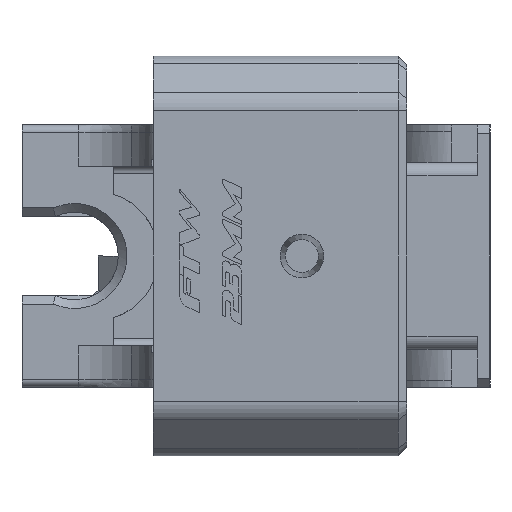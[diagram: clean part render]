
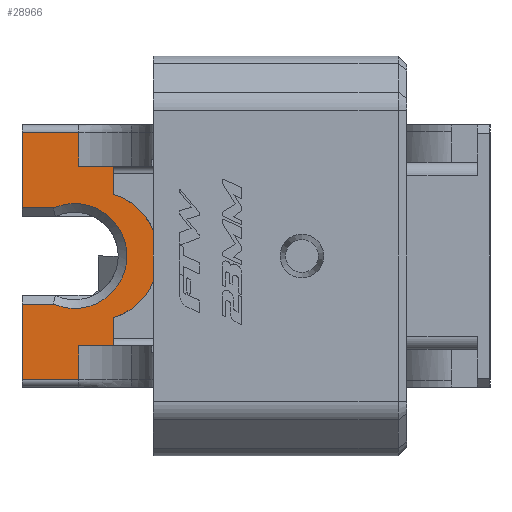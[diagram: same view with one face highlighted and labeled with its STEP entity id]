
A CAD part, left-side view. The second image highlights one B-rep face of the part: STEP entity #28966.
In plain terms, the highlighted planar face has unit normal (-1, 0, 0).
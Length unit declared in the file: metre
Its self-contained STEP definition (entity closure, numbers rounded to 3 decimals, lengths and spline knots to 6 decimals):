
#424=CIRCLE('',#30737,0.006);
#768=B_SPLINE_CURVE_WITH_KNOTS('',3,(#45253,#45254,#45255,#45256,#45257),
 .UNSPECIFIED.,.F.,.F.,(4,1,4),(0.,0.5,1.),.UNSPECIFIED.);
#769=B_SPLINE_CURVE_WITH_KNOTS('',3,(#45259,#45260,#45261,#45262,#45263),
 .UNSPECIFIED.,.F.,.F.,(4,1,4),(0.,0.5,1.),.UNSPECIFIED.);
#3456=ORIENTED_EDGE('',*,*,#11330,.T.);
#3457=ORIENTED_EDGE('',*,*,#11331,.T.);
#3458=ORIENTED_EDGE('',*,*,#11332,.T.);
#3459=ORIENTED_EDGE('',*,*,#11333,.F.);
#3460=ORIENTED_EDGE('',*,*,#11334,.T.);
#3461=ORIENTED_EDGE('',*,*,#11335,.T.);
#3462=ORIENTED_EDGE('',*,*,#11336,.F.);
#3463=ORIENTED_EDGE('',*,*,#11337,.T.);
#3464=ORIENTED_EDGE('',*,*,#11338,.T.);
#3465=ORIENTED_EDGE('',*,*,#11339,.T.);
#3466=ORIENTED_EDGE('',*,*,#11340,.F.);
#3467=ORIENTED_EDGE('',*,*,#11341,.T.);
#3468=ORIENTED_EDGE('',*,*,#11342,.T.);
#3469=ORIENTED_EDGE('',*,*,#11343,.T.);
#3470=ORIENTED_EDGE('',*,*,#11344,.F.);
#11330=EDGE_CURVE('',#15388,#15389,#18121,.T.);
#11331=EDGE_CURVE('',#15389,#15390,#18122,.T.);
#11332=EDGE_CURVE('',#15390,#15391,#18123,.T.);
#11333=EDGE_CURVE('',#15392,#15391,#18124,.T.);
#11334=EDGE_CURVE('',#15392,#15393,#768,.T.);
#11335=EDGE_CURVE('',#15393,#15394,#769,.T.);
#11336=EDGE_CURVE('',#15395,#15394,#18125,.T.);
#11337=EDGE_CURVE('',#15395,#15396,#18126,.T.);
#11338=EDGE_CURVE('',#15396,#15397,#18127,.T.);
#11339=EDGE_CURVE('',#15397,#15398,#18128,.T.);
#11340=EDGE_CURVE('',#15399,#15398,#18129,.T.);
#11341=EDGE_CURVE('',#15399,#15400,#18130,.T.);
#11342=EDGE_CURVE('',#15400,#15401,#424,.T.);
#11343=EDGE_CURVE('',#15401,#15402,#18131,.T.);
#11344=EDGE_CURVE('',#15388,#15402,#18132,.T.);
#15388=VERTEX_POINT('',#45245);
#15389=VERTEX_POINT('',#45246);
#15390=VERTEX_POINT('',#45248);
#15391=VERTEX_POINT('',#45250);
#15392=VERTEX_POINT('',#45252);
#15393=VERTEX_POINT('',#45258);
#15394=VERTEX_POINT('',#45264);
#15395=VERTEX_POINT('',#45266);
#15396=VERTEX_POINT('',#45268);
#15397=VERTEX_POINT('',#45270);
#15398=VERTEX_POINT('',#45272);
#15399=VERTEX_POINT('',#45274);
#15400=VERTEX_POINT('',#45276);
#15401=VERTEX_POINT('',#45278);
#15402=VERTEX_POINT('',#45280);
#18121=LINE('',#45244,#21855);
#18122=LINE('',#45247,#21856);
#18123=LINE('',#45249,#21857);
#18124=LINE('',#45251,#21858);
#18125=LINE('',#45265,#21859);
#18126=LINE('',#45267,#21860);
#18127=LINE('',#45269,#21861);
#18128=LINE('',#45271,#21862);
#18129=LINE('',#45273,#21863);
#18130=LINE('',#45275,#21864);
#18131=LINE('',#45279,#21865);
#18132=LINE('',#45281,#21866);
#21855=VECTOR('',#34140,1.);
#21856=VECTOR('',#34141,1.);
#21857=VECTOR('',#34142,1.);
#21858=VECTOR('',#34143,1.);
#21859=VECTOR('',#34144,1.);
#21860=VECTOR('',#34145,1.);
#21861=VECTOR('',#34146,1.);
#21862=VECTOR('',#34147,1.);
#21863=VECTOR('',#34148,1.);
#21864=VECTOR('',#34149,1.);
#21865=VECTOR('',#34152,1.);
#21866=VECTOR('',#34153,1.);
#24574=EDGE_LOOP('',(#3456,#3457,#3458,#3459,#3460,#3461,#3462,#3463,#3464,
#3465,#3466,#3467,#3468,#3469,#3470));
#26182=FACE_BOUND('',#24574,.T.);
#27576=PLANE('',#30736);
#28966=ADVANCED_FACE('',(#26182),#27576,.T.);
#30736=AXIS2_PLACEMENT_3D('',#45243,#34138,#34139);
#30737=AXIS2_PLACEMENT_3D('',#45277,#34150,#34151);
#34138=DIRECTION('',(-1.,0.,0.));
#34139=DIRECTION('',(0.,-1.,0.));
#34140=DIRECTION('',(0.,-1.,0.));
#34141=DIRECTION('',(0.,0.,1.));
#34142=DIRECTION('',(0.,-1.,0.));
#34143=DIRECTION('',(0.,0.,-1.));
#34144=DIRECTION('',(0.,0.,-1.));
#34145=DIRECTION('',(0.,1.,0.));
#34146=DIRECTION('',(0.,0.,1.));
#34147=DIRECTION('',(0.,1.,0.));
#34148=DIRECTION('',(0.,0.,1.));
#34149=DIRECTION('',(0.,-1.,0.));
#34150=DIRECTION('',(1.,0.,0.));
#34151=DIRECTION('',(0.,-1.,0.));
#34152=DIRECTION('',(0.,1.,0.));
#34153=DIRECTION('',(0.,0.,1.));
#45243=CARTESIAN_POINT('',(0.054306,0.01769,0.));
#45244=CARTESIAN_POINT('',(0.054306,0.01769,-0.0141));
#45245=CARTESIAN_POINT('',(0.054306,0.042,-0.0141));
#45246=CARTESIAN_POINT('',(0.054306,0.035521,-0.0141));
#45247=CARTESIAN_POINT('',(0.054306,0.035521,0.));
#45248=CARTESIAN_POINT('',(0.054306,0.035521,-0.010275));
#45249=CARTESIAN_POINT('',(0.054306,0.07903,-0.010275));
#45250=CARTESIAN_POINT('',(0.054306,0.031564,-0.010275));
#45251=CARTESIAN_POINT('',(0.054306,0.031564,0.022351));
#45252=CARTESIAN_POINT('',(0.054306,0.031564,-0.007042));
#45253=CARTESIAN_POINT('',(0.054306,0.031564,-0.007042));
#45254=CARTESIAN_POINT('',(0.054306,0.030064,-0.006606));
#45255=CARTESIAN_POINT('',(0.054306,0.027392,-0.004696));
#45256=CARTESIAN_POINT('',(0.054306,0.026384,-0.00157));
#45257=CARTESIAN_POINT('',(0.054306,0.026384,0.));
#45258=CARTESIAN_POINT('',(0.054306,0.026384,0.));
#45259=CARTESIAN_POINT('',(0.054306,0.026384,0.));
#45260=CARTESIAN_POINT('',(0.054306,0.026384,0.001565));
#45261=CARTESIAN_POINT('',(0.054306,0.027379,0.004677));
#45262=CARTESIAN_POINT('',(0.054306,0.030057,0.006604));
#45263=CARTESIAN_POINT('',(0.054306,0.031564,0.007042));
#45264=CARTESIAN_POINT('',(0.054306,0.031564,0.007042));
#45265=CARTESIAN_POINT('',(0.054306,0.031564,0.022351));
#45266=CARTESIAN_POINT('',(0.054306,0.031564,0.010275));
#45267=CARTESIAN_POINT('',(0.054306,0.07903,0.010275));
#45268=CARTESIAN_POINT('',(0.054306,0.035521,0.010275));
#45269=CARTESIAN_POINT('',(0.054306,0.035521,0.));
#45270=CARTESIAN_POINT('',(0.054306,0.035521,0.0141));
#45271=CARTESIAN_POINT('',(0.054306,0.042,0.0141));
#45272=CARTESIAN_POINT('',(0.054306,0.042,0.0141));
#45273=CARTESIAN_POINT('',(0.054306,0.042,0.));
#45274=CARTESIAN_POINT('',(0.054306,0.042,0.0055));
#45275=CARTESIAN_POINT('',(0.054306,0.039969,0.0055));
#45276=CARTESIAN_POINT('',(0.054306,0.038398,0.0055));
#45277=CARTESIAN_POINT('',(0.054306,0.036,0.));
#45278=CARTESIAN_POINT('',(0.054306,0.038398,-0.0055));
#45279=CARTESIAN_POINT('',(0.054306,0.01769,-0.0055));
#45280=CARTESIAN_POINT('',(0.054306,0.042,-0.0055));
#45281=CARTESIAN_POINT('',(0.054306,0.042,0.));
